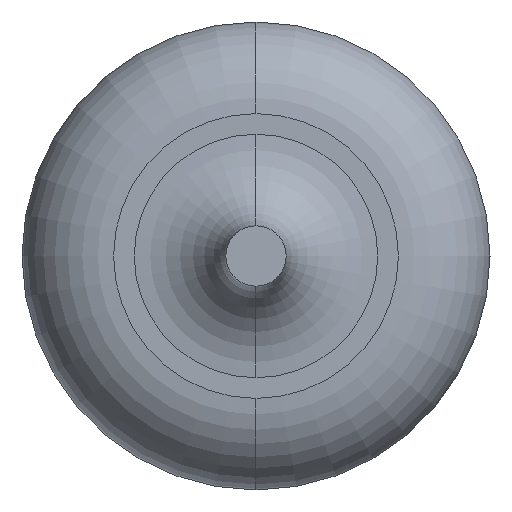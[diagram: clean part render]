
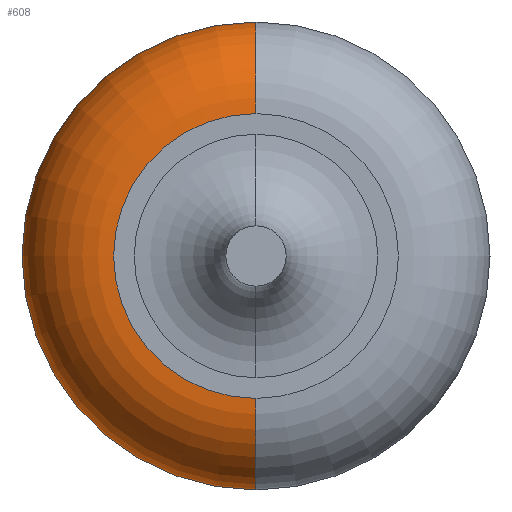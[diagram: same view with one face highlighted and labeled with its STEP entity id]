
A CAD part, left-side view. The second image highlights one B-rep face of the part: STEP entity #608.
In plain terms, the highlighted toroidal (fillet/blend) face has major radius 2.41 mm and minor radius 1.55 mm.
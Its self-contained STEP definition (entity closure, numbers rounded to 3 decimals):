
#41 = ORIENTED_EDGE ( 'NONE', *, *, #671, .T. ) ;
#42 = ORIENTED_EDGE ( 'NONE', *, *, #675, .F. ) ;
#89 = CARTESIAN_POINT ( 'NONE',  ( -11.115, 0., 0. ) ) ;
#90 = DIRECTION ( 'NONE',  ( -1., 0., 0. ) ) ;
#91 = DIRECTION ( 'NONE',  ( 0., 0., 1. ) ) ;
#137 = VERTEX_POINT ( 'NONE', #395 ) ;
#138 = VERTEX_POINT ( 'NONE', #400 ) ;
#164 = ORIENTED_EDGE ( 'NONE', *, *, #677, .F. ) ;
#174 = ORIENTED_EDGE ( 'NONE', *, *, #670, .T. ) ;
#201 = EDGE_LOOP ( 'NONE', ( #41, #174, #164, #42 ) ) ;
#203 = VERTEX_POINT ( 'NONE', #390 ) ;
#210 = VERTEX_POINT ( 'NONE', #383 ) ;
#284 = FACE_OUTER_BOUND ( 'NONE', #201, .T. ) ;
#285 = TOROIDAL_SURFACE ( 'NONE', #450, 2.41, 1.55 ) ;
#291 = CIRCLE ( 'NONE', #456, 1.55 ) ;
#293 = CIRCLE ( 'NONE', #457, 3.96 ) ;
#298 = CIRCLE ( 'NONE', #461, 1.55 ) ;
#299 = CIRCLE ( 'NONE', #463, 2.41 ) ;
#343 = CARTESIAN_POINT ( 'NONE',  ( -9.565, 0., 2.41 ) ) ;
#344 = DIRECTION ( 'NONE',  ( 0., -1., 0. ) ) ;
#345 = DIRECTION ( 'NONE',  ( 0., 0., -1. ) ) ;
#383 = CARTESIAN_POINT ( 'NONE',  ( -11.115, 0., -2.41 ) ) ;
#390 = CARTESIAN_POINT ( 'NONE',  ( -11.115, 0., 2.41 ) ) ;
#395 = CARTESIAN_POINT ( 'NONE',  ( -9.565, 0., 3.96 ) ) ;
#400 = CARTESIAN_POINT ( 'NONE',  ( -9.565, 0., -3.96 ) ) ;
#450 = AXIS2_PLACEMENT_3D ( 'NONE', #503, #477, #478 ) ;
#456 = AXIS2_PLACEMENT_3D ( 'NONE', #600, #601, #602 ) ;
#457 = AXIS2_PLACEMENT_3D ( 'NONE', #604, #605, #606 ) ;
#461 = AXIS2_PLACEMENT_3D ( 'NONE', #343, #344, #345 ) ;
#463 = AXIS2_PLACEMENT_3D ( 'NONE', #89, #90, #91 ) ;
#477 = DIRECTION ( 'NONE',  ( -1., 0., 0. ) ) ;
#478 = DIRECTION ( 'NONE',  ( 0., 0., 1. ) ) ;
#503 = CARTESIAN_POINT ( 'NONE',  ( -9.565, 0., 0. ) ) ;
#600 = CARTESIAN_POINT ( 'NONE',  ( -9.565, 0., -2.41 ) ) ;
#601 = DIRECTION ( 'NONE',  ( 0., 1., 0. ) ) ;
#602 = DIRECTION ( 'NONE',  ( 0., 0., 1. ) ) ;
#604 = CARTESIAN_POINT ( 'NONE',  ( -9.565, 0., 0. ) ) ;
#605 = DIRECTION ( 'NONE',  ( -1., 0., 0. ) ) ;
#606 = DIRECTION ( 'NONE',  ( 0., 0., 1. ) ) ;
#608 = ADVANCED_FACE ( 'NONE', ( #284 ), #285, .T. ) ;
#670 = EDGE_CURVE ( 'NONE', #138, #210, #291, .T. ) ;
#671 = EDGE_CURVE ( 'NONE', #137, #138, #293, .T. ) ;
#675 = EDGE_CURVE ( 'NONE', #137, #203, #298, .T. ) ;
#677 = EDGE_CURVE ( 'NONE', #203, #210, #299, .T. ) ;
